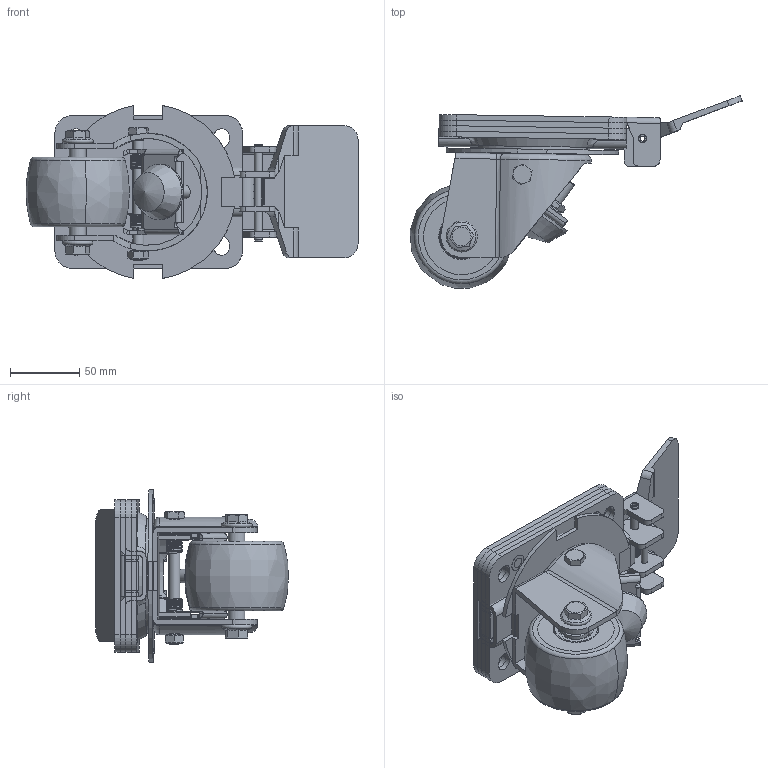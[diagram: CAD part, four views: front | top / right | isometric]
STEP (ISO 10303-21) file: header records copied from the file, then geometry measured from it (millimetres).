
FILE_DESCRIPTION(/* description */ (''),/* implementation_level */ '2;1');
FILE_NAME(/* name */ 'SLPUSS075KUP3TFS.stp',/* time_stamp */ '2019-01-31T19:25:34+01:00',/* author */ ('raede'),/* organization */ (''),/* preprocessor_version */ 'ST-DEVELOPER v15.6',/* originating_system */ 'Autodesk Inventor 2015',/* authorisation */ '');
FILE_SCHEMA (('AUTOMOTIVE_DESIGN { 1 0 10303 214 3 1 1 }'));
Length unit declared in the file: millimetre
Products named in the file (21): SLVU080KUP3TFS_4RF_Gehaeuse; Platte_LVU080KUP3TFS_4RF; Bremshebel_RF; Rad_von_SLPUSS075KUP3TFS; DIN 625 SKF - SKF 6201-2RS1; Buchse_15_12_75; DIN 6921 - M10 x 80 - A; DIN 6923 - M10 x 1,5; Rad_SLPUSS075KUP3TFS; SLPUSS075KUP3TFS_obere_Platte; Bremsklotz_RF; Heber; DIN 933 - M8  x 90; DIN 934 - M8 x 1,25; DIN 439 - M10 x 1,5; SLPUSS075KUP3TFS_obere_Platten; ISO 8752 - 6 x 70  (1) DIN EN ISO; DIN 661 - B 7 x 22 x 16; Torsion_spring; torsion_spring_02; SLPUSS075KUP3TFS
Bounding box: 239.06 x 138.69 x 124.24 mm (x, y, z)
Volume: 638081.1 mm3; surface area: 312201.3 mm2
Topology: 29 solids, 29 shells, 820 faces, 2077 edges, 1305 vertices
Faces by surface type: plane 331, cylinder 225, bspline 139, cone 59, torus 50, sphere 16
Full cylindrical faces by diameter (mm): 1 x2, 5 x1, 6.2 x3, 6.647 x1, 7 x4, 7.323 x1, 7.5 x12, 8 x1, 8.1 x4, 8.376 x3, 10 x4, 10.5 x2, 11 x2, 11.4 x1, 12 x3, 12.2 x8, 15 x1, 18 x1, 18.4 x4, 25.6 x4, 28 x1, 32 x4, 33.609 x1, 40 x1, 55 x2, 73 x1, 79 x1, 82.81 x1
Entity records: 34880 total; most frequent: CARTESIAN_POINT 19273, ORIENTED_EDGE 3124, DIRECTION 3017, EDGE_CURVE 1562, AXIS2_PLACEMENT_3D 1136, VERTEX_POINT 1047, EDGE_LOOP 867, LINE 745
